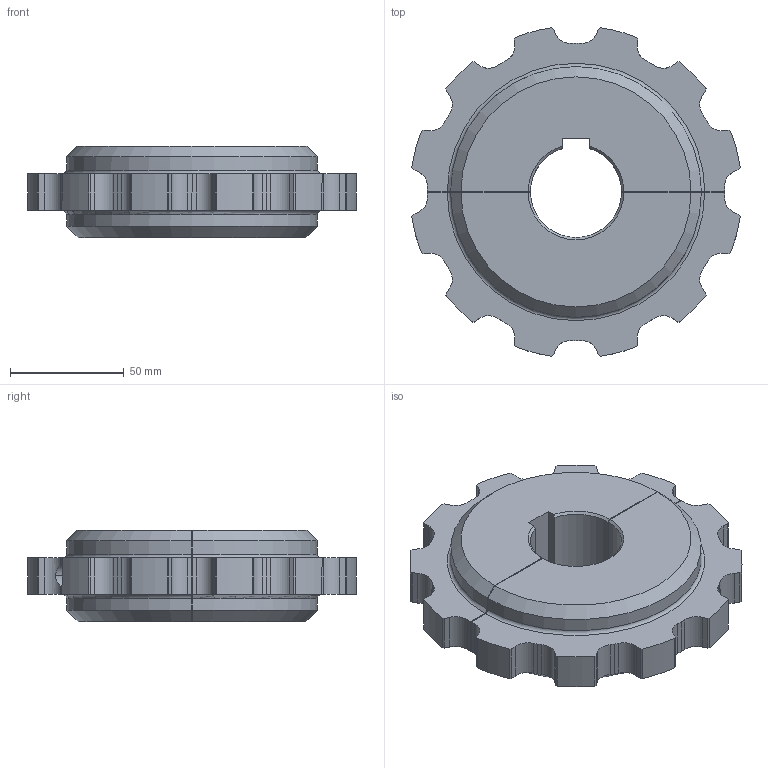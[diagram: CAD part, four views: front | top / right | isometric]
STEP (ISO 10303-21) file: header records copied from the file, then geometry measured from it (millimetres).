
FILE_DESCRIPTION((''),'2;1');
FILE_NAME('KUS880-12T_1-5IN_1KW_PA_ASM','2018-11-29T',('rpnu091'),('Rex Nord Marbet spa'),'PRO/ENGINEER BY PARAMETRIC TECHNOLOGY CORPORATION, 2013050','PRO/ENGINEER BY PARAMETRIC TECHNOLOGY CORPORATION, 2013050','');
FILE_SCHEMA(('CONFIG_CONTROL_DESIGN'));
Length unit declared in the file: millimetre
Products named in the file (4): MANIFOLD_SOLID_BREP_3317; MANIFOLD_SOLID_BREP_6070; KUS880-12T_1-5IN_1KW_PA_57_ASM; KUS880-12T_1-5IN_1KW_PA_ASM
Assembly tree (3 placements, depth 3):
  KUS880-12T_1-5IN_1KW_PA_ASM
    KUS880-12T_1-5IN_1KW_PA_57_ASM
      MANIFOLD_SOLID_BREP_3317
      MANIFOLD_SOLID_BREP_6070
Bounding box: 144.2 x 144.2 x 40 mm (x, y, z)
Volume: 402512.4 mm3; surface area: 57969.8 mm2
Topology: 2 solids, 2 shells, 182 faces, 532 edges, 348 vertices
Faces by surface type: cylinder 91, plane 65, cone 22, torus 4
Entity records: 6258 total; most frequent: CARTESIAN_POINT 1285, DIRECTION 1044, ORIENTED_EDGE 1040, EDGE_CURVE 520, AXIS2_PLACEMENT_3D 385, VERTEX_POINT 348, VECTOR 274, LINE 274
